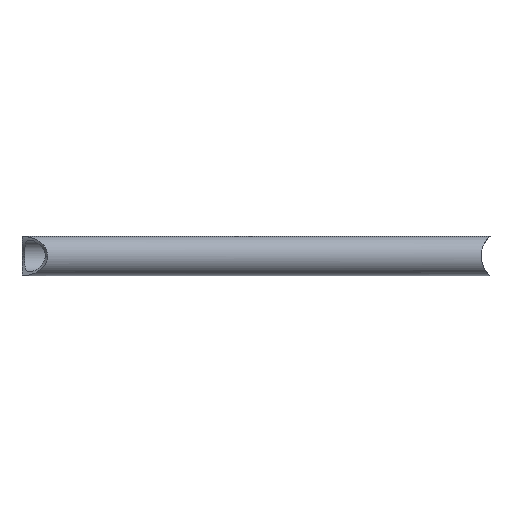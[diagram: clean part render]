
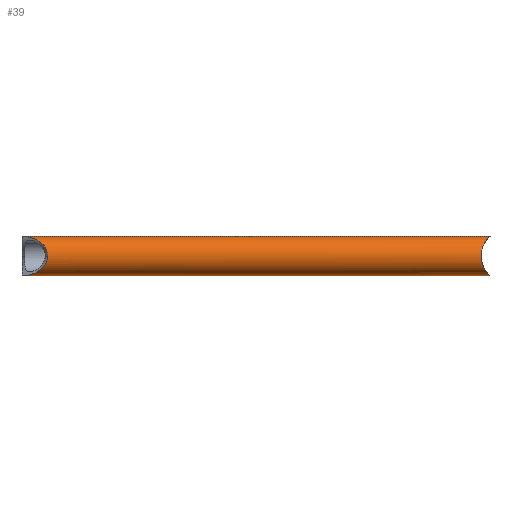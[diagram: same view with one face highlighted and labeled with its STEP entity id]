
A CAD part, front view. The second image highlights one B-rep face of the part: STEP entity #39.
In plain terms, the highlighted cylindrical face has radius 7.5 mm (diameter 15 mm), a partial arc.
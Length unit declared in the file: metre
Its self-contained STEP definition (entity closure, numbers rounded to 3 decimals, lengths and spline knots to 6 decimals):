
#39=ADVANCED_FACE('',(#79),#80,.T.);
#79=FACE_OUTER_BOUND('',#117,.T.);
#80=CYLINDRICAL_SURFACE('',#118,0.0075);
#117=EDGE_LOOP('',(#163,#164,#165,#166,#167,#168));
#118=AXIS2_PLACEMENT_3D('',#169,#170,#171);
#163=ORIENTED_EDGE('',*,*,#257,.F.);
#164=ORIENTED_EDGE('',*,*,#258,.T.);
#165=ORIENTED_EDGE('',*,*,#259,.T.);
#166=ORIENTED_EDGE('',*,*,#260,.F.);
#167=ORIENTED_EDGE('',*,*,#261,.T.);
#168=ORIENTED_EDGE('',*,*,#262,.T.);
#169=CARTESIAN_POINT('',(-1.697783,0.170317,-0.016125));
#170=DIRECTION('',(-0.644,-0.765,0.));
#171=DIRECTION('',(0.,0.,1.0));
#257=EDGE_CURVE('',#308,#309,#310,.T.);
#258=EDGE_CURVE('0:199',#308,#311,#312,.T.);
#259=EDGE_CURVE('',#311,#313,#314,.T.);
#260=EDGE_CURVE('',#315,#313,#316,.T.);
#261=EDGE_CURVE('',#315,#317,#318,.F.);
#262=EDGE_CURVE('',#317,#309,#319,.F.);
#308=VERTEX_POINT('',#535);
#309=VERTEX_POINT('',#536);
#310=LINE('',#537,#538);
#311=VERTEX_POINT('',#539);
#312=ELLIPSE('',#540,0.009799,0.0075);
#313=VERTEX_POINT('',#541);
#314=ELLIPSE('',#542,0.009799,0.0075);
#315=VERTEX_POINT('',#543);
#316=LINE('',#544,#545);
#317=VERTEX_POINT('',#546);
#318=B_SPLINE_CURVE_WITH_KNOTS('',5,(#547,#548,#549,#550,#551,#552,#553,#554,#555,#556,#557,#558,#559,#560,#561,#562,#563,#564,#565,#566,#567,#568,#569,#570,#571,#572,#573,#574,#575,#576,#577,#578,#579,#580,#581,#582,#583,#584,#585,#586,#587),.UNSPECIFIED.,.F.,.F.,(6,3,3,3,3,3,5,3,3,3,3,3,6),(-57.071418,-51.657299,-46.717417,-40.376072,-35.925638,-32.78265,-28.535709,-24.288768,-21.145781,-16.695346,-10.354002,-5.41412,-0.0),.UNSPECIFIED.);
#319=B_SPLINE_CURVE_WITH_KNOTS('',5,(#588,#589,#590,#591,#592,#593,#594,#595,#596,#597,#598,#599,#600,#601,#602,#603,#604,#605,#606,#607,#608,#609,#610,#611,#612,#613,#614,#615,#616,#617,#618,#619,#620,#621,#622,#623,#624,#625,#626,#627,#628),.UNSPECIFIED.,.F.,.F.,(6,3,3,3,3,3,5,3,3,3,3,3,6),(-57.071418,-51.657299,-46.717417,-40.376072,-35.925638,-32.78265,-28.535709,-24.288768,-21.145781,-16.695346,-10.354002,-5.41412,-0.0),.UNSPECIFIED.);
#535=CARTESIAN_POINT('',(-1.841,0.,-0.008625));
#536=CARTESIAN_POINT('',(-1.662614,0.21214,-0.008625));
#537=CARTESIAN_POINT('',(-1.697783,0.170317,-0.008625));
#538=VECTOR('',#940,1.0);
#539=CARTESIAN_POINT('',(-1.831201,0.,-0.016125));
#540=AXIS2_PLACEMENT_3D('',#941,#942,#943);
#541=CARTESIAN_POINT('',(-1.841,0.,-0.023625));
#542=AXIS2_PLACEMENT_3D('',#944,#945,#946);
#543=CARTESIAN_POINT('',(-1.662614,0.21214,-0.023625));
#544=CARTESIAN_POINT('',(-1.697783,0.170317,-0.023625));
#545=VECTOR('',#947,1.0);
#546=CARTESIAN_POINT('',(-1.666,0.19646,-0.016125));
#547=CARTESIAN_POINT('',(-1.662664,0.213342,-0.008669));
#548=CARTESIAN_POINT('',(-1.662597,0.212571,-0.008609));
#549=CARTESIAN_POINT('',(-1.662591,0.211792,-0.008605));
#550=CARTESIAN_POINT('',(-1.66263,0.21102,-0.008638));
#551=CARTESIAN_POINT('',(-1.662766,0.209553,-0.008758));
#552=CARTESIAN_POINT('',(-1.662992,0.208111,-0.008973));
#553=CARTESIAN_POINT('',(-1.663115,0.20743,-0.009094));
#554=CARTESIAN_POINT('',(-1.663422,0.205887,-0.009412));
#555=CARTESIAN_POINT('',(-1.663775,0.204378,-0.009825));
#556=CARTESIAN_POINT('',(-1.663983,0.203543,-0.010087));
#557=CARTESIAN_POINT('',(-1.664348,0.202143,-0.010592));
#558=CARTESIAN_POINT('',(-1.664721,0.200797,-0.011217));
#559=CARTESIAN_POINT('',(-1.664874,0.200254,-0.011497));
#560=CARTESIAN_POINT('',(-1.665134,0.199352,-0.012022));
#561=CARTESIAN_POINT('',(-1.66538,0.198514,-0.012642));
#562=CARTESIAN_POINT('',(-1.665479,0.198182,-0.012918));
#563=CARTESIAN_POINT('',(-1.6657,0.197444,-0.013616));
#564=CARTESIAN_POINT('',(-1.665878,0.196859,-0.014449));
#565=CARTESIAN_POINT('',(-1.66596,0.196592,-0.014982));
#566=CARTESIAN_POINT('',(-1.666,0.19646,-0.015556));
#567=CARTESIAN_POINT('',(-1.666,0.19646,-0.016125));
#568=CARTESIAN_POINT('',(-1.666,0.19646,-0.016693));
#569=CARTESIAN_POINT('',(-1.66596,0.196592,-0.017268));
#570=CARTESIAN_POINT('',(-1.665878,0.196859,-0.0178));
#571=CARTESIAN_POINT('',(-1.6657,0.197444,-0.018633));
#572=CARTESIAN_POINT('',(-1.665479,0.198182,-0.019332));
#573=CARTESIAN_POINT('',(-1.66538,0.198514,-0.019607));
#574=CARTESIAN_POINT('',(-1.665134,0.199352,-0.020228));
#575=CARTESIAN_POINT('',(-1.664874,0.200254,-0.020752));
#576=CARTESIAN_POINT('',(-1.664721,0.200797,-0.021032));
#577=CARTESIAN_POINT('',(-1.664348,0.202143,-0.021657));
#578=CARTESIAN_POINT('',(-1.663983,0.203543,-0.022163));
#579=CARTESIAN_POINT('',(-1.663775,0.204378,-0.022425));
#580=CARTESIAN_POINT('',(-1.663422,0.205887,-0.022838));
#581=CARTESIAN_POINT('',(-1.663115,0.20743,-0.023155));
#582=CARTESIAN_POINT('',(-1.662992,0.208111,-0.023276));
#583=CARTESIAN_POINT('',(-1.662766,0.209553,-0.023491));
#584=CARTESIAN_POINT('',(-1.66263,0.21102,-0.023611));
#585=CARTESIAN_POINT('',(-1.662591,0.211792,-0.023644));
#586=CARTESIAN_POINT('',(-1.662597,0.212571,-0.02364));
#587=CARTESIAN_POINT('',(-1.662664,0.213342,-0.023581));
#588=CARTESIAN_POINT('',(-1.662664,0.213342,-0.008669));
#589=CARTESIAN_POINT('',(-1.662597,0.212571,-0.008609));
#590=CARTESIAN_POINT('',(-1.662591,0.211792,-0.008605));
#591=CARTESIAN_POINT('',(-1.66263,0.21102,-0.008638));
#592=CARTESIAN_POINT('',(-1.662766,0.209553,-0.008758));
#593=CARTESIAN_POINT('',(-1.662992,0.208111,-0.008973));
#594=CARTESIAN_POINT('',(-1.663115,0.20743,-0.009094));
#595=CARTESIAN_POINT('',(-1.663422,0.205887,-0.009412));
#596=CARTESIAN_POINT('',(-1.663775,0.204378,-0.009825));
#597=CARTESIAN_POINT('',(-1.663983,0.203543,-0.010087));
#598=CARTESIAN_POINT('',(-1.664348,0.202143,-0.010592));
#599=CARTESIAN_POINT('',(-1.664721,0.200797,-0.011217));
#600=CARTESIAN_POINT('',(-1.664874,0.200254,-0.011497));
#601=CARTESIAN_POINT('',(-1.665134,0.199352,-0.012022));
#602=CARTESIAN_POINT('',(-1.66538,0.198514,-0.012642));
#603=CARTESIAN_POINT('',(-1.665479,0.198182,-0.012918));
#604=CARTESIAN_POINT('',(-1.6657,0.197444,-0.013616));
#605=CARTESIAN_POINT('',(-1.665878,0.196859,-0.014449));
#606=CARTESIAN_POINT('',(-1.66596,0.196592,-0.014982));
#607=CARTESIAN_POINT('',(-1.666,0.19646,-0.015556));
#608=CARTESIAN_POINT('',(-1.666,0.19646,-0.016125));
#609=CARTESIAN_POINT('',(-1.666,0.19646,-0.016693));
#610=CARTESIAN_POINT('',(-1.66596,0.196592,-0.017268));
#611=CARTESIAN_POINT('',(-1.665878,0.196859,-0.0178));
#612=CARTESIAN_POINT('',(-1.6657,0.197444,-0.018633));
#613=CARTESIAN_POINT('',(-1.665479,0.198182,-0.019332));
#614=CARTESIAN_POINT('',(-1.66538,0.198514,-0.019607));
#615=CARTESIAN_POINT('',(-1.665134,0.199352,-0.020228));
#616=CARTESIAN_POINT('',(-1.664874,0.200254,-0.020752));
#617=CARTESIAN_POINT('',(-1.664721,0.200797,-0.021032));
#618=CARTESIAN_POINT('',(-1.664348,0.202143,-0.021657));
#619=CARTESIAN_POINT('',(-1.663983,0.203543,-0.022163));
#620=CARTESIAN_POINT('',(-1.663775,0.204378,-0.022425));
#621=CARTESIAN_POINT('',(-1.663422,0.205887,-0.022838));
#622=CARTESIAN_POINT('',(-1.663115,0.20743,-0.023155));
#623=CARTESIAN_POINT('',(-1.662992,0.208111,-0.023276));
#624=CARTESIAN_POINT('',(-1.662766,0.209553,-0.023491));
#625=CARTESIAN_POINT('',(-1.66263,0.21102,-0.023611));
#626=CARTESIAN_POINT('',(-1.662591,0.211792,-0.023644));
#627=CARTESIAN_POINT('',(-1.662597,0.212571,-0.02364));
#628=CARTESIAN_POINT('',(-1.662664,0.213342,-0.023581));
#940=DIRECTION('',(0.644,0.765,0.));
#941=CARTESIAN_POINT('',(-1.841,0.,-0.016125));
#942=DIRECTION('',(0.,1.0,0.));
#943=DIRECTION('',(1.0,0.,0.));
#944=CARTESIAN_POINT('',(-1.841,0.,-0.016125));
#945=DIRECTION('',(0.,1.0,0.));
#946=DIRECTION('',(1.0,0.,0.));
#947=DIRECTION('',(-0.644,-0.765,0.));
